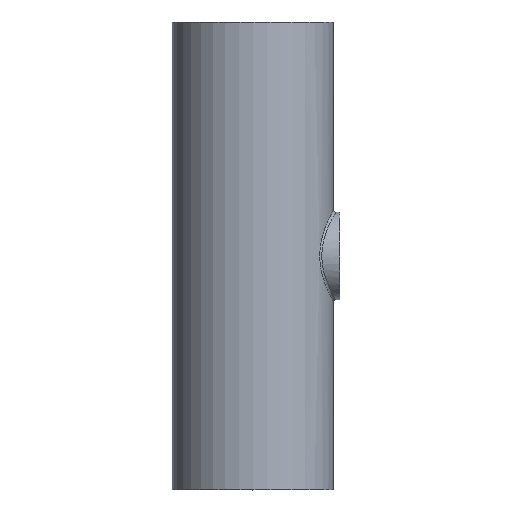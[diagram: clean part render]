
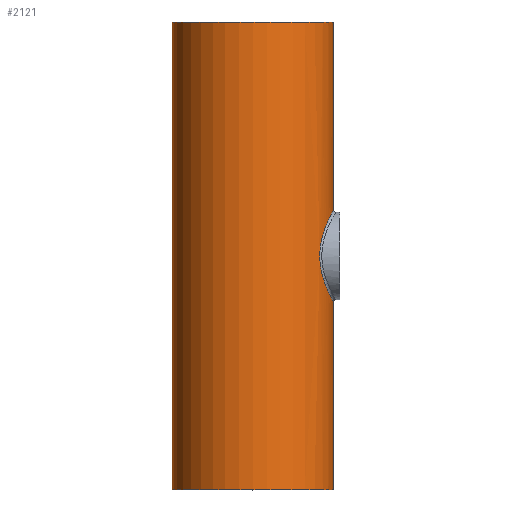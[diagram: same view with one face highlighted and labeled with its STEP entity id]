
A CAD part, top view. The second image highlights one B-rep face of the part: STEP entity #2121.
In plain terms, the highlighted cylindrical face has radius 64.5 mm (diameter 129 mm), a full revolution.
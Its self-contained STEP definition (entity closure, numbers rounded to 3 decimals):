
#1894=CARTESIAN_POINT('',(53.594,0.,-35.887));
#1895=VERTEX_POINT('',#1894);
#1987=CARTESIAN_POINT('',(53.594,0.,-35.887));
#1988=CARTESIAN_POINT('',(53.594,0.,-35.887));
#1989=CARTESIAN_POINT('',(53.594,0.,-35.887));
#1990=CARTESIAN_POINT('',(53.594,0.,-35.887));
#1991=CARTESIAN_POINT('',(53.594,2.116,-35.887));
#1992=CARTESIAN_POINT('',(53.754,4.935,-35.651));
#1993=CARTESIAN_POINT('',(54.194,8.372,-34.976));
#1994=CARTESIAN_POINT('',(54.524,10.398,-34.461));
#1995=CARTESIAN_POINT('',(55.041,13.035,-33.634));
#1996=CARTESIAN_POINT('',(55.822,16.228,-32.335));
#1997=CARTESIAN_POINT('',(56.594,18.781,-30.953));
#1998=CARTESIAN_POINT('',(57.163,20.504,-29.879));
#1999=CARTESIAN_POINT('',(57.549,21.63,-29.133));
#2000=CARTESIAN_POINT('',(58.676,24.73,-26.863));
#2001=CARTESIAN_POINT('',(59.765,27.313,-24.367));
#2002=CARTESIAN_POINT('',(60.781,29.563,-21.595));
#2003=CARTESIAN_POINT('',(61.277,30.636,-20.168));
#2004=CARTESIAN_POINT('',(62.151,32.464,-17.377));
#2005=CARTESIAN_POINT('',(63.02,34.191,-13.953));
#2006=CARTESIAN_POINT('',(63.65,35.402,-10.551));
#2007=CARTESIAN_POINT('',(64.026,36.115,-7.923));
#2008=CARTESIAN_POINT('',(64.287,36.605,-5.465));
#2009=CARTESIAN_POINT('',(64.432,36.873,-3.203));
#2010=CARTESIAN_POINT('',(64.519,37.036,-0.47));
#2011=CARTESIAN_POINT('',(64.491,36.983,2.27));
#2012=CARTESIAN_POINT('',(64.289,36.608,5.443));
#2013=CARTESIAN_POINT('',(63.959,35.989,8.563));
#2014=CARTESIAN_POINT('',(63.543,35.2,11.178));
#2015=CARTESIAN_POINT('',(63.035,34.214,13.713));
#2016=CARTESIAN_POINT('',(62.655,33.464,15.357));
#2017=CARTESIAN_POINT('',(62.239,32.626,16.944));
#2018=CARTESIAN_POINT('',(61.584,31.289,19.261));
#2019=CARTESIAN_POINT('',(60.482,28.953,22.554));
#2020=CARTESIAN_POINT('',(59.234,26.05,25.573));
#2021=CARTESIAN_POINT('',(58.167,23.333,27.895));
#2022=CARTESIAN_POINT('',(57.468,21.42,29.303));
#2023=CARTESIAN_POINT('',(56.792,19.387,30.583));
#2024=CARTESIAN_POINT('',(56.303,17.811,31.472));
#2025=CARTESIAN_POINT('',(55.839,16.185,32.288));
#2026=CARTESIAN_POINT('',(55.26,13.958,33.273));
#2027=CARTESIAN_POINT('',(54.754,11.656,34.097));
#2028=CARTESIAN_POINT('',(54.23,8.674,34.923));
#2029=CARTESIAN_POINT('',(53.751,5.009,35.655));
#2030=CARTESIAN_POINT('',(53.559,1.171,35.94));
#2031=CARTESIAN_POINT('',(53.63,-2.593,35.835));
#2032=CARTESIAN_POINT('',(53.821,-5.395,35.548));
#2033=CARTESIAN_POINT('',(54.187,-8.384,34.989));
#2034=CARTESIAN_POINT('',(54.565,-10.625,34.396));
#2035=CARTESIAN_POINT('',(55.094,-13.253,33.545));
#2036=CARTESIAN_POINT('',(55.72,-15.809,32.505));
#2037=CARTESIAN_POINT('',(56.548,-18.64,31.039));
#2038=CARTESIAN_POINT('',(57.306,-20.951,29.618));
#2039=CARTESIAN_POINT('',(58.088,-23.124,28.056));
#2040=CARTESIAN_POINT('',(59.154,-25.863,25.769));
#2041=CARTESIAN_POINT('',(60.221,-28.345,23.185));
#2042=CARTESIAN_POINT('',(61.22,-30.516,20.351));
#2043=CARTESIAN_POINT('',(61.996,-32.141,17.869));
#2044=CARTESIAN_POINT('',(63.052,-34.264,13.907));
#2045=CARTESIAN_POINT('',(63.845,-35.775,9.63));
#2046=CARTESIAN_POINT('',(64.287,-36.605,5.46));
#2047=CARTESIAN_POINT('',(64.519,-37.035,1.839));
#2048=CARTESIAN_POINT('',(64.52,-37.036,-1.824));
#2049=CARTESIAN_POINT('',(64.288,-36.607,-5.448));
#2050=CARTESIAN_POINT('',(63.911,-35.899,-9.015));
#2051=CARTESIAN_POINT('',(63.321,-34.776,-12.485));
#2052=CARTESIAN_POINT('',(62.558,-33.273,-15.772));
#2053=CARTESIAN_POINT('',(61.705,-31.546,-18.9));
#2054=CARTESIAN_POINT('',(60.604,-29.21,-22.192));
#2055=CARTESIAN_POINT('',(59.28,-26.161,-25.481));
#2056=CARTESIAN_POINT('',(58.275,-23.628,-27.671));
#2057=CARTESIAN_POINT('',(57.491,-21.469,-29.25));
#2058=CARTESIAN_POINT('',(56.723,-19.208,-30.723));
#2059=CARTESIAN_POINT('',(55.818,-16.21,-32.342));
#2060=CARTESIAN_POINT('',(54.885,-12.398,-33.892));
#2061=CARTESIAN_POINT('',(54.161,-8.389,-35.032));
#2062=CARTESIAN_POINT('',(53.7,-4.233,-35.73));
#2063=CARTESIAN_POINT('',(53.594,-1.411,-35.887));
#2064=CARTESIAN_POINT('',(53.594,0.,-35.887));
#2065=B_SPLINE_CURVE_WITH_KNOTS('',3,(#1987,#1988,#1989,#1990,#1991,#1992,#1993,#1994,#1995,#1996,#1997,#1998,#1999,#2000,#2001,#2002,#2003,#2004,#2005,#2006,#2007,#2008,#2009,#2010,#2011,#2012,#2013,#2014,#2015,#2016,#2017,#2018,#2019,#2020,#2021,#2022,#2023,#2024,#2025,#2026,#2027,#2028,#2029,#2030,#2031,#2032,#2033,#2034,#2035,#2036,#2037,#2038,#2039,#2040,#2041,#2042,#2043,#2044,#2045,#2046,#2047,#2048,#2049,#2050,#2051,#2052,#2053,#2054,#2055,#2056,#2057,#2058,#2059,#2060,#2061,#2062,#2063,#2064),.UNSPECIFIED.,.T.,.U.,(4,3,1,1,1,1,1,1,1,1,1,1,1,1,1,1,1,1,1,1,1,1,1,1,1,1,1,1,1,1,1,1,1,1,1,1,1,1,1,1,1,1,1,1,1,1,1,1,1,1,1,1,1,1,1,1,1,1,1,1,1,1,1,1,1,1,1,1,1,1,1,1,1,4),(-21.617,-21.617,-21.038,-20.845,-20.652,-20.459,-20.073,-19.687,-19.639,-19.494,-19.301,-18.529,-18.465,-18.272,-18.014,-17.499,-17.178,-16.985,-16.727,-16.47,-16.341,-15.955,-15.698,-15.441,-15.055,-14.926,-14.669,-14.54,-14.411,-13.897,-13.382,-13.21,-12.867,-12.696,-12.524,-12.353,-12.181,-11.838,-11.666,-11.323,-10.808,-10.615,-10.294,-10.036,-9.779,-9.65,-9.264,-9.007,-8.75,-8.492,-8.235,-7.72,-7.463,-7.206,-6.863,-6.176,-5.919,-5.662,-5.147,-4.89,-4.632,-4.118,-3.86,-3.603,-3.088,-2.702,-2.316,-2.123,-1.93,-1.544,-1.158,-0.772,-0.386,0.),.UNSPECIFIED.);
#2066=EDGE_CURVE('',#1895,#1895,#2065,.T.);
#2091=CARTESIAN_POINT('',(0.,0.,0.0));
#2092=DIRECTION('',(0.,-1.0,0.0));
#2093=DIRECTION('',(1.0,0.0,0.0));
#2094=AXIS2_PLACEMENT_3D('',#2091,#2092,#2093);
#2095=CYLINDRICAL_SURFACE('',#2094,64.5);
#2096=CARTESIAN_POINT('',(64.5,-187.5,0.0));
#2097=VERTEX_POINT('',#2096);
#2098=CARTESIAN_POINT('',(0.,-187.5,0.0));
#2099=DIRECTION('',(0.0,-1.0,0.0));
#2100=DIRECTION('',(1.0,0.0,0.0));
#2101=AXIS2_PLACEMENT_3D('',#2098,#2099,#2100);
#2102=CIRCLE('',#2101,64.5);
#2103=EDGE_CURVE('',#2097,#2097,#2102,.T.);
#2104=ORIENTED_EDGE('',*,*,#2103,.F.);
#2105=EDGE_LOOP('',(#2104));
#2106=FACE_OUTER_BOUND('',#2105,.T.);
#2107=CARTESIAN_POINT('',(64.5,187.5,0.0));
#2108=VERTEX_POINT('',#2107);
#2109=CARTESIAN_POINT('',(0.,187.5,0.0));
#2110=DIRECTION('',(0.0,-1.0,0.0));
#2111=DIRECTION('',(1.0,0.0,0.0));
#2112=AXIS2_PLACEMENT_3D('',#2109,#2110,#2111);
#2113=CIRCLE('',#2112,64.5);
#2114=EDGE_CURVE('',#2108,#2108,#2113,.T.);
#2115=ORIENTED_EDGE('',*,*,#2114,.T.);
#2116=EDGE_LOOP('',(#2115));
#2117=FACE_BOUND('',#2116,.T.);
#2118=ORIENTED_EDGE('',*,*,#2066,.F.);
#2119=EDGE_LOOP('',(#2118));
#2120=FACE_BOUND('',#2119,.T.);
#2121=ADVANCED_FACE('',(#2106,#2117,#2120),#2095,.T.);
